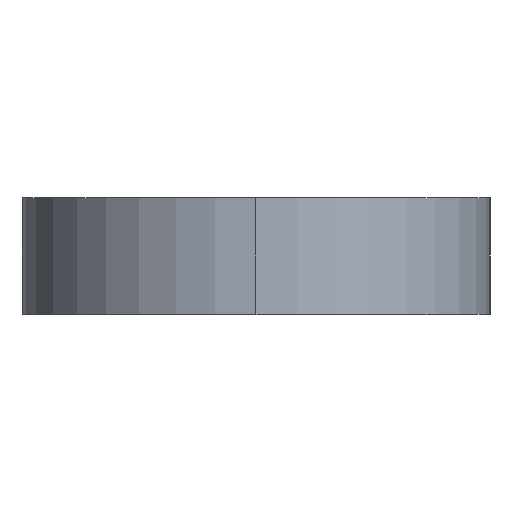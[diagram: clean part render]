
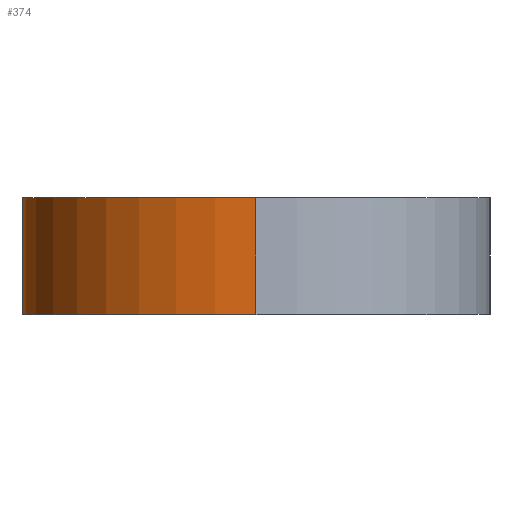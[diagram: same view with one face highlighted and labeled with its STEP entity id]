
A CAD part, left-side view. The second image highlights one B-rep face of the part: STEP entity #374.
In plain terms, the highlighted cylindrical face has radius 40 mm (diameter 80 mm), a partial arc.
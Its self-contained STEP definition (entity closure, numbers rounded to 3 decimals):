
#16 = DIRECTION ( 'NONE',  ( 1., 0., 0. ) ) ;
#44 = EDGE_CURVE ( 'NONE', #1388, #1568, #1176, .T. ) ;
#101 = VECTOR ( 'NONE', #275, 1000. ) ;
#251 = FACE_OUTER_BOUND ( 'NONE', #599, .T. ) ;
#275 = DIRECTION ( 'NONE',  ( 0., 0., -1. ) ) ;
#281 = ORIENTED_EDGE ( 'NONE', *, *, #44, .T. ) ;
#287 = CARTESIAN_POINT ( 'NONE',  ( -40., 0., 20. ) ) ;
#343 = AXIS2_PLACEMENT_3D ( 'NONE', #894, #1159, #16 ) ;
#371 = CARTESIAN_POINT ( 'NONE',  ( 0., 0., 20. ) ) ;
#374 = ADVANCED_FACE ( 'NONE', ( #251 ), #549, .T. ) ;
#393 = CARTESIAN_POINT ( 'NONE',  ( -40., 0., 20. ) ) ;
#418 = VERTEX_POINT ( 'NONE', #287 ) ;
#433 = CARTESIAN_POINT ( 'NONE',  ( 0., 40., 0. ) ) ;
#457 = CARTESIAN_POINT ( 'NONE',  ( 0., 40., 20. ) ) ;
#481 = ORIENTED_EDGE ( 'NONE', *, *, #1240, .F. ) ;
#505 = DIRECTION ( 'NONE',  ( -1., 0., 0. ) ) ;
#513 = CARTESIAN_POINT ( 'NONE',  ( 0., 40., 20. ) ) ;
#515 = VECTOR ( 'NONE', #708, 1000. ) ;
#549 = CYLINDRICAL_SURFACE ( 'NONE', #702, 40. ) ;
#599 = EDGE_LOOP ( 'NONE', ( #863, #481, #281, #806 ) ) ;
#702 = AXIS2_PLACEMENT_3D ( 'NONE', #371, #1251, #505 ) ;
#708 = DIRECTION ( 'NONE',  ( 0., 0., -1. ) ) ;
#731 = CIRCLE ( 'NONE', #745, 40. ) ;
#745 = AXIS2_PLACEMENT_3D ( 'NONE', #1114, #860, #1108 ) ;
#806 = ORIENTED_EDGE ( 'NONE', *, *, #1366, .T. ) ;
#860 = DIRECTION ( 'NONE',  ( 0., 0., 1. ) ) ;
#863 = ORIENTED_EDGE ( 'NONE', *, *, #1401, .F. ) ;
#894 = CARTESIAN_POINT ( 'NONE',  ( 0., 0., 0. ) ) ;
#920 = LINE ( 'NONE', #393, #101 ) ;
#1017 = CIRCLE ( 'NONE', #343, 40. ) ;
#1063 = CARTESIAN_POINT ( 'NONE',  ( -40., 0., 0. ) ) ;
#1108 = DIRECTION ( 'NONE',  ( 1., 0., 0. ) ) ;
#1114 = CARTESIAN_POINT ( 'NONE',  ( 0., 0., 20. ) ) ;
#1159 = DIRECTION ( 'NONE',  ( 0., 0., 1. ) ) ;
#1176 = LINE ( 'NONE', #457, #515 ) ;
#1240 = EDGE_CURVE ( 'NONE', #1388, #418, #731, .T. ) ;
#1251 = DIRECTION ( 'NONE',  ( 0., 0., -1. ) ) ;
#1366 = EDGE_CURVE ( 'NONE', #1568, #1521, #1017, .T. ) ;
#1388 = VERTEX_POINT ( 'NONE', #513 ) ;
#1401 = EDGE_CURVE ( 'NONE', #418, #1521, #920, .T. ) ;
#1521 = VERTEX_POINT ( 'NONE', #1063 ) ;
#1568 = VERTEX_POINT ( 'NONE', #433 ) ;
